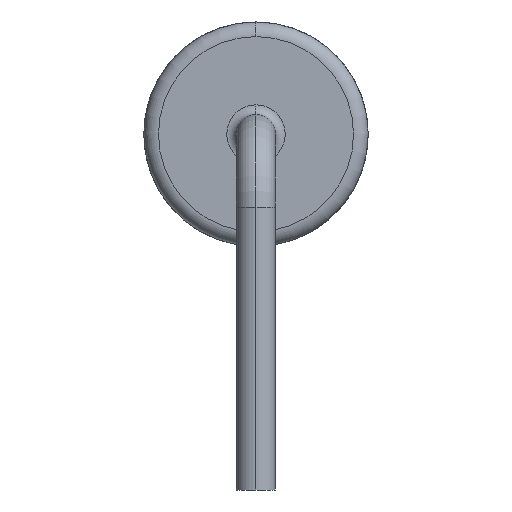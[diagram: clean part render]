
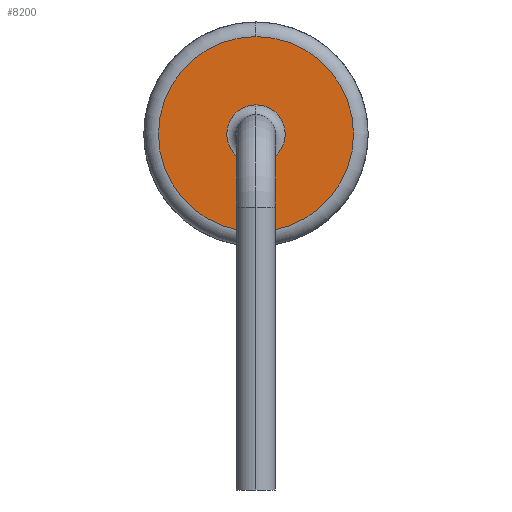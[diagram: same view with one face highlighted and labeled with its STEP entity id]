
A CAD part, left-side view. The second image highlights one B-rep face of the part: STEP entity #8200.
In plain terms, the highlighted planar face has unit normal (-1, 0, 0).
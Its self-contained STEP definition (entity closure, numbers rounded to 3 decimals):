
#118 = CIRCLE ( 'NONE', #7939, 2. ) ;
#488 = VERTEX_POINT ( 'NONE', #4900 ) ;
#698 = AXIS2_PLACEMENT_3D ( 'NONE', #14512, #12130, #9853 ) ;
#1324 = FACE_BOUND ( 'NONE', #2052, .T. ) ;
#1595 = VERTEX_POINT ( 'NONE', #8672 ) ;
#1999 = CIRCLE ( 'NONE', #10305, 0.6 ) ;
#2052 = EDGE_LOOP ( 'NONE', ( #7959, #7859 ) ) ;
#2126 = AXIS2_PLACEMENT_3D ( 'NONE', #7238, #9153, #4728 ) ;
#2267 = AXIS2_PLACEMENT_3D ( 'NONE', #7884, #11118, #11266 ) ;
#2799 = CARTESIAN_POINT ( 'NONE',  ( -5.75, 0., 0. ) ) ;
#3459 = EDGE_CURVE ( 'NONE', #1595, #11637, #118, .T. ) ;
#3917 = DIRECTION ( 'NONE',  ( 0., 0., 1. ) ) ;
#4583 = VERTEX_POINT ( 'NONE', #5388 ) ;
#4728 = DIRECTION ( 'NONE',  ( 0., 0., 1. ) ) ;
#4900 = CARTESIAN_POINT ( 'NONE',  ( -5.75, 0., -0.6 ) ) ;
#5388 = CARTESIAN_POINT ( 'NONE',  ( -5.75, 0., 0.6 ) ) ;
#5616 = CARTESIAN_POINT ( 'NONE',  ( -5.75, 0., 0. ) ) ;
#5860 = FACE_OUTER_BOUND ( 'NONE', #12404, .T. ) ;
#6040 = EDGE_CURVE ( 'NONE', #4583, #488, #1999, .T. ) ;
#7146 = CIRCLE ( 'NONE', #698, 2. ) ;
#7238 = CARTESIAN_POINT ( 'NONE',  ( -5.75, 2.3, 0. ) ) ;
#7289 = CIRCLE ( 'NONE', #2267, 0.6 ) ;
#7821 = EDGE_CURVE ( 'NONE', #11637, #1595, #7146, .T. ) ;
#7859 = ORIENTED_EDGE ( 'NONE', *, *, #9090, .T. ) ;
#7884 = CARTESIAN_POINT ( 'NONE',  ( -5.75, 0., 0. ) ) ;
#7939 = AXIS2_PLACEMENT_3D ( 'NONE', #2799, #10943, #3917 ) ;
#7959 = ORIENTED_EDGE ( 'NONE', *, *, #6040, .T. ) ;
#8119 = PLANE ( 'NONE',  #2126 ) ;
#8200 = ADVANCED_FACE ( 'NONE', ( #1324, #5860 ), #8119, .T. ) ;
#8672 = CARTESIAN_POINT ( 'NONE',  ( -5.75, 0., 2. ) ) ;
#9090 = EDGE_CURVE ( 'NONE', #488, #4583, #7289, .T. ) ;
#9153 = DIRECTION ( 'NONE',  ( -1., 0., 0. ) ) ;
#9853 = DIRECTION ( 'NONE',  ( 0., 0., 1. ) ) ;
#9937 = DIRECTION ( 'NONE',  ( 0., 0., 1. ) ) ;
#10305 = AXIS2_PLACEMENT_3D ( 'NONE', #5616, #13476, #9937 ) ;
#10943 = DIRECTION ( 'NONE',  ( -1., 0., 0. ) ) ;
#11118 = DIRECTION ( 'NONE',  ( 1., 0., 0. ) ) ;
#11266 = DIRECTION ( 'NONE',  ( 0., 0., 1. ) ) ;
#11637 = VERTEX_POINT ( 'NONE', #14143 ) ;
#12130 = DIRECTION ( 'NONE',  ( -1., 0., 0. ) ) ;
#12259 = ORIENTED_EDGE ( 'NONE', *, *, #7821, .T. ) ;
#12348 = ORIENTED_EDGE ( 'NONE', *, *, #3459, .T. ) ;
#12404 = EDGE_LOOP ( 'NONE', ( #12348, #12259 ) ) ;
#13476 = DIRECTION ( 'NONE',  ( 1., 0., 0. ) ) ;
#14143 = CARTESIAN_POINT ( 'NONE',  ( -5.75, 0., -2. ) ) ;
#14512 = CARTESIAN_POINT ( 'NONE',  ( -5.75, 0., 0. ) ) ;
